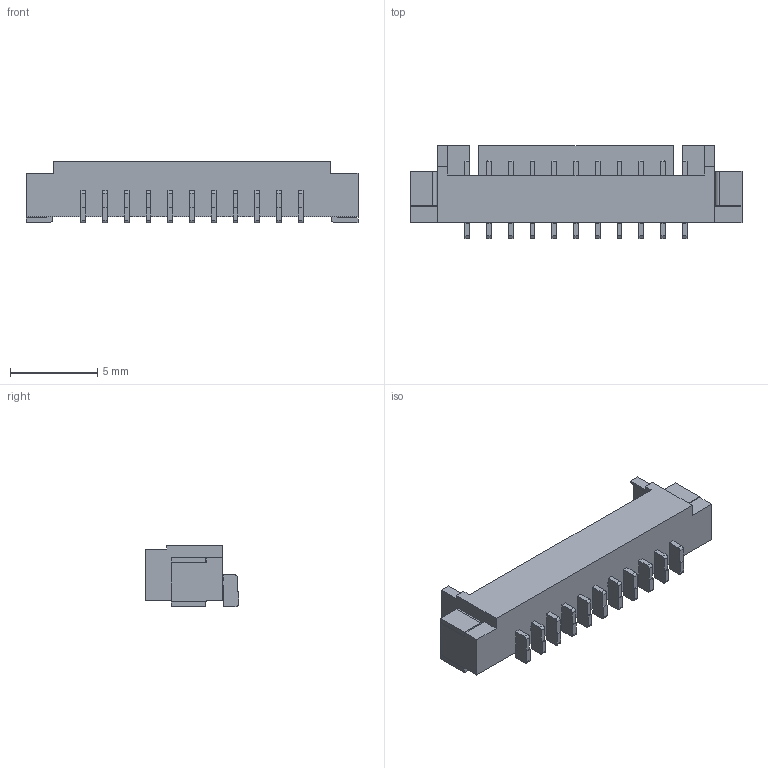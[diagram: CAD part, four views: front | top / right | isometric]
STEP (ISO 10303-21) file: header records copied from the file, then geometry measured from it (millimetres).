
FILE_DESCRIPTION(/* description */ ('Unknown'),/* implementation_level */ '2;1');
FILE_NAME(/* name */ 'JST - GH - SMD (R) - 11Pin - 1.25mm',/* time_stamp */ '2018-11-26T14:11:05-05:00',/* author */ ('Unknown'),/* organization */ ('Unknown'),/* preprocessor_version */ 'ST-DEVELOPER v16.7',/* originating_system */ 'DEX',/* authorisation */ $);
FILE_SCHEMA (('AUTOMOTIVE_DESIGN {1 0 10303 214 3 1 1}'));
Length unit declared in the file: millimetre
Products named in the file (1): JST - GH - SMD (R) - 11Pin - 1.25mm
Bounding box: 19.08 x 5.35 x 3.53 mm (x, y, z)
Volume: 115.5 mm3; surface area: 522.7 mm2
Topology: 3 solids, 23 shells, 497 faces, 1241 edges, 812 vertices
Faces by surface type: plane 423, bspline 40, cylinder 34
Entity records: 19047 total; most frequent: CARTESIAN_POINT 4467, ORIENTED_EDGE 2474, DIRECTION 1957, EDGE_CURVE 1237, LINE 901, VECTOR 901, VERTEX_POINT 812, EDGE_LOOP 535
